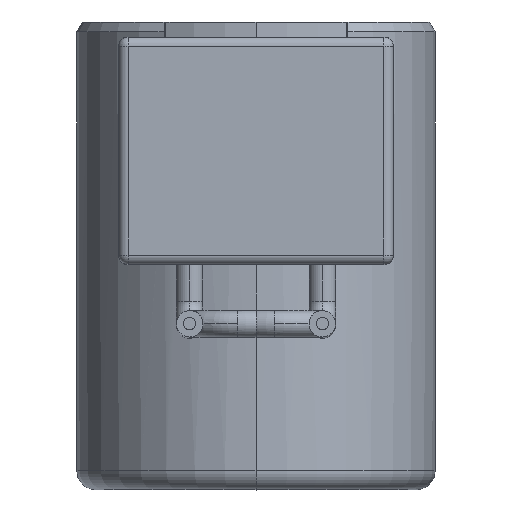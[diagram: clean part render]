
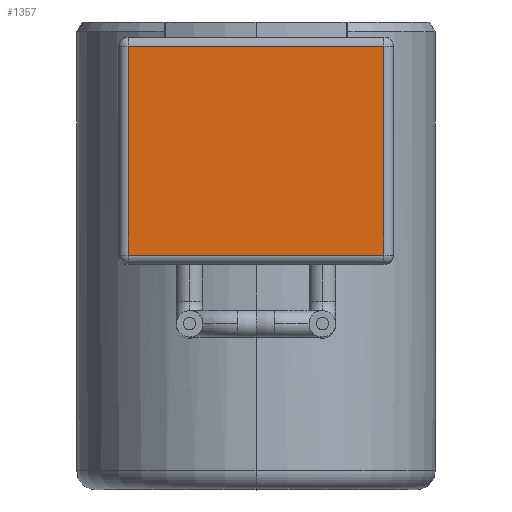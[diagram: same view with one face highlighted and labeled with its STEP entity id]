
A CAD part, top view. The second image highlights one B-rep face of the part: STEP entity #1357.
In plain terms, the highlighted planar face has unit normal (0, 0, 1).
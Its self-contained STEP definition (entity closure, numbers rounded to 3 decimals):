
#108 = FACE_OUTER_BOUND ( 'NONE', #1558, .T. ) ;
#164 = LINE ( 'NONE', #3600, #2699 ) ;
#542 = DIRECTION ( 'NONE',  ( 1., 0., 0. ) ) ;
#643 = VERTEX_POINT ( 'NONE', #1165 ) ;
#790 = VERTEX_POINT ( 'NONE', #4377 ) ;
#845 = CARTESIAN_POINT ( 'NONE',  ( -13.5, 43., 30.15 ) ) ;
#864 = VERTEX_POINT ( 'NONE', #1008 ) ;
#1008 = CARTESIAN_POINT ( 'NONE',  ( 13.5, 43., 30.15 ) ) ;
#1069 = CARTESIAN_POINT ( 'NONE',  ( -13.5, 20., 30.15 ) ) ;
#1105 = DIRECTION ( 'NONE',  ( 0., 0., 1. ) ) ;
#1119 = CARTESIAN_POINT ( 'NONE',  ( -14.5, 20., 30.15 ) ) ;
#1165 = CARTESIAN_POINT ( 'NONE',  ( 13.5, 21., 30.15 ) ) ;
#1234 = EDGE_CURVE ( 'NONE', #643, #864, #4328, .T. ) ;
#1357 = ADVANCED_FACE ( 'NONE', ( #108 ), #2619, .T. ) ;
#1416 = VERTEX_POINT ( 'NONE', #845 ) ;
#1558 = EDGE_LOOP ( 'NONE', ( #4631, #1613, #4691, #2032 ) ) ;
#1613 = ORIENTED_EDGE ( 'NONE', *, *, #2675, .T. ) ;
#1616 = LINE ( 'NONE', #1069, #2572 ) ;
#2032 = ORIENTED_EDGE ( 'NONE', *, *, #2294, .T. ) ;
#2207 = EDGE_CURVE ( 'NONE', #1416, #790, #1616, .T. ) ;
#2294 = EDGE_CURVE ( 'NONE', #864, #1416, #3002, .T. ) ;
#2572 = VECTOR ( 'NONE', #3753, 1000. ) ;
#2619 = PLANE ( 'NONE',  #2829 ) ;
#2675 = EDGE_CURVE ( 'NONE', #790, #643, #164, .T. ) ;
#2699 = VECTOR ( 'NONE', #542, 1000. ) ;
#2829 = AXIS2_PLACEMENT_3D ( 'NONE', #1119, #1105, #3385 ) ;
#3002 = LINE ( 'NONE', #3095, #3864 ) ;
#3095 = CARTESIAN_POINT ( 'NONE',  ( -14.5, 43., 30.15 ) ) ;
#3326 = DIRECTION ( 'NONE',  ( 0., 1., 0. ) ) ;
#3385 = DIRECTION ( 'NONE',  ( 1., 0., 0. ) ) ;
#3452 = DIRECTION ( 'NONE',  ( -1., 0., 0. ) ) ;
#3600 = CARTESIAN_POINT ( 'NONE',  ( 13.5, 21., 30.15 ) ) ;
#3753 = DIRECTION ( 'NONE',  ( 0., -1., 0. ) ) ;
#3864 = VECTOR ( 'NONE', #3452, 1000. ) ;
#4328 = LINE ( 'NONE', #4432, #4702 ) ;
#4377 = CARTESIAN_POINT ( 'NONE',  ( -13.5, 21., 30.15 ) ) ;
#4432 = CARTESIAN_POINT ( 'NONE',  ( 13.5, 20., 30.15 ) ) ;
#4631 = ORIENTED_EDGE ( 'NONE', *, *, #2207, .T. ) ;
#4691 = ORIENTED_EDGE ( 'NONE', *, *, #1234, .T. ) ;
#4702 = VECTOR ( 'NONE', #3326, 1000. ) ;
